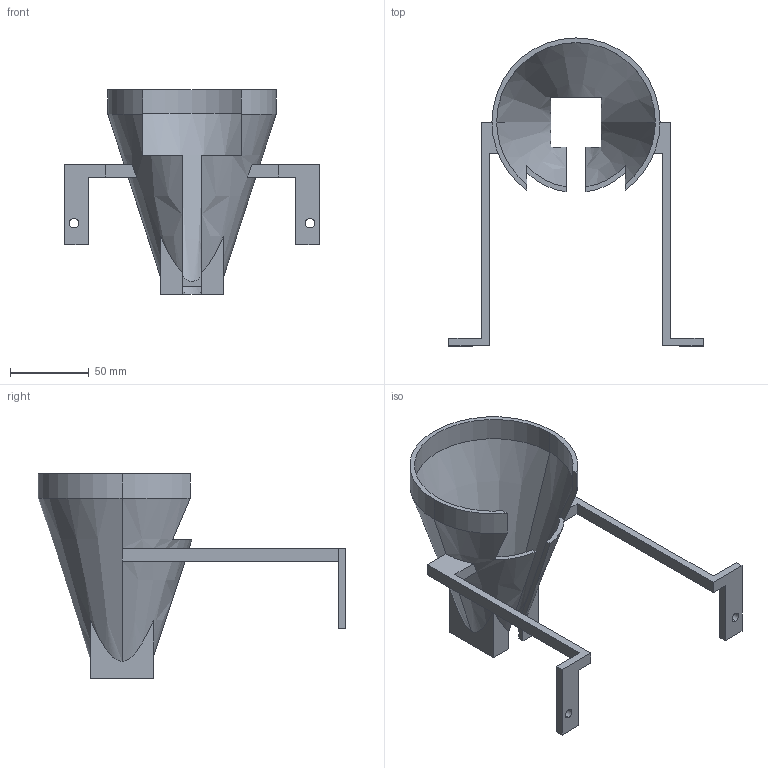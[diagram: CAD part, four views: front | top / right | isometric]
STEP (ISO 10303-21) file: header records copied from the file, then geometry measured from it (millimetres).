
FILE_DESCRIPTION (( 'STEP AP203' ), '1' );
FILE_NAME ('cone.STEP', '2025-02-04T00:49:02', ( '' ), ( '' ), 'SwSTEP 2.0', 'SolidWorks 2022', '' );
FILE_SCHEMA (( 'CONFIG_CONTROL_DESIGN' ));
Length unit declared in the file: millimetre
Products named in the file (1): cone
Bounding box: 162 x 196 x 130 mm (x, y, z)
Volume: 106699.6 mm3; surface area: 69362.7 mm2
Topology: 1 solids, 1 shells, 67 faces, 187 edges, 122 vertices
Faces by surface type: plane 45, cone 12, cylinder 10
Entity records: 2574 total; most frequent: CARTESIAN_POINT 799, ORIENTED_EDGE 374, DIRECTION 327, EDGE_CURVE 187, VERTEX_POINT 122, VECTOR 115, LINE 115, AXIS2_PLACEMENT_3D 106
